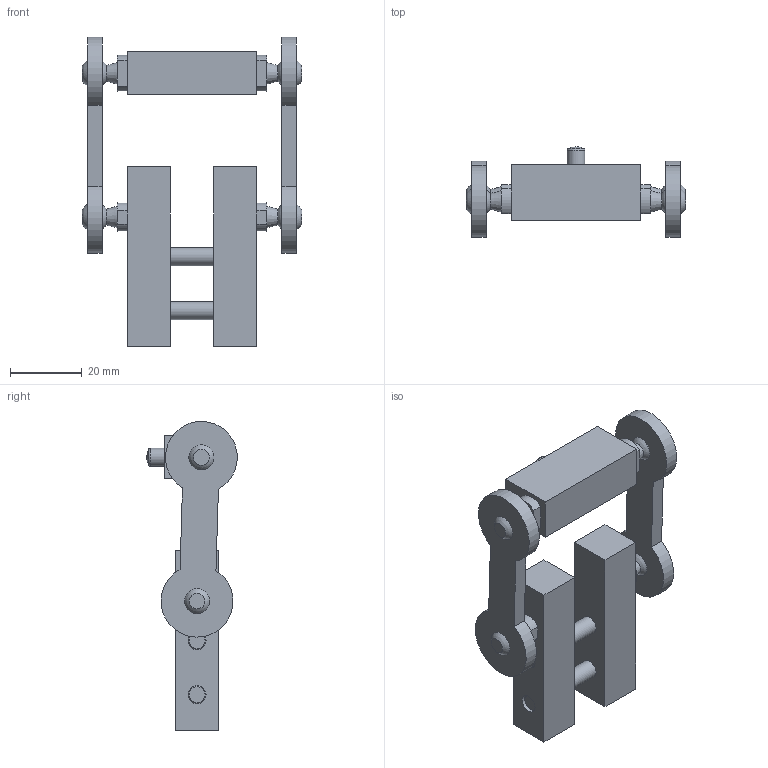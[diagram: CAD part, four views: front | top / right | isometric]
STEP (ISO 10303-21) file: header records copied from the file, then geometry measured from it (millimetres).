
FILE_DESCRIPTION(/* description */ ('STEP AP214'),/* implementation_level */ '2;1');
FILE_NAME(/* name */ '2349274_DARD-L1-18-M',/* time_stamp */ '2024-08-14T14:49:16+02:00',/* author */ ('License CC BY-ND 4.0'),/* organization */ ('CADENAS'),/* preprocessor_version */ 'ST-DEVELOPER v19.3',/* originating_system */ 'PARTsolutions',/* authorisation */ ' ');
FILE_SCHEMA (('AUTOMOTIVE_DESIGN {1 0 10303 214 3 1 1}'));
Length unit declared in the file: millimetre
Products named in the file (5): 2349274 DARD-L1-18-M; 2349274 DARD-L1-18-M_p2; 2349274 DARD-L1-18-M_f; 2349274 DARD-L1-18-M_klotz; DIN-7 - 5m6x10(F)
Assembly tree (5 placements, depth 2):
  2349274 DARD-L1-18-M
    2349274 DARD-L1-18-M_p2
    2349274 DARD-L1-18-M_f  x2
    2349274 DARD-L1-18-M_klotz
    DIN-7 - 5m6x10(F)
Bounding box: 61 x 25.2 x 85.98 mm (x, y, z)
Volume: 28968.5 mm3; surface area: 15023.3 mm2
Topology: 5 solids, 5 shells, 115 faces, 242 edges, 158 vertices
Faces by surface type: plane 67, cylinder 26, sphere 10, cone 8, torus 4
Full cylindrical faces by diameter (mm): 2.459 x2, 3.2 x2, 5 x6, 8.5 x2, 10 x2
Entity records: 3419 total; most frequent: DIRECTION 482, CARTESIAN_POINT 437, ORIENTED_EDGE 368, AXIS2_PLACEMENT_3D 185, EDGE_CURVE 184, EDGE_LOOP 168, FACE_BOUND 168, VERTEX_POINT 140
